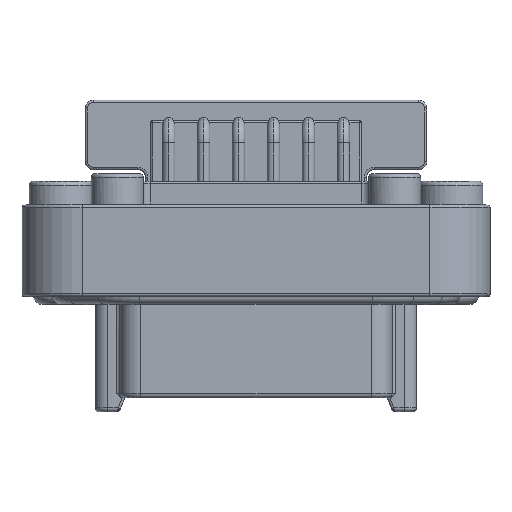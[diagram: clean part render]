
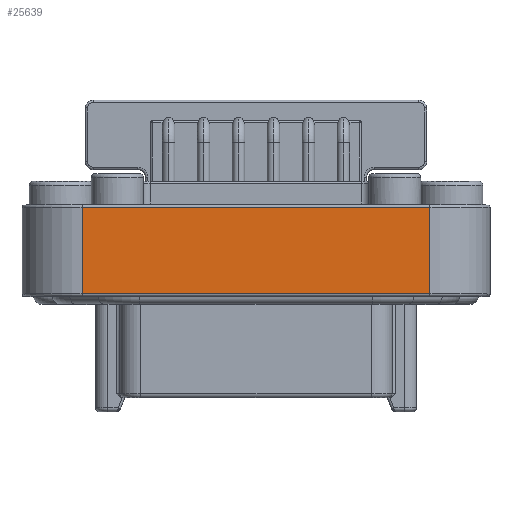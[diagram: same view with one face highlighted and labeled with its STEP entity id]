
A CAD part, top view. The second image highlights one B-rep face of the part: STEP entity #25639.
In plain terms, the highlighted planar face has unit normal (0, 0, 1).
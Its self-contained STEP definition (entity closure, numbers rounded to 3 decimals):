
#3906=DIRECTION('',(-1.,0.,0.));
#3907=VECTOR('',#3906,44.);
#3908=CARTESIAN_POINT('',(22.,30.55,17.625));
#3909=LINE('',#3908,#3907);
#4223=DIRECTION('',(0.,-1.,0.));
#4224=VECTOR('',#4223,10.96);
#4225=CARTESIAN_POINT('',(-22.,30.55,17.625));
#4226=LINE('',#4225,#4224);
#4231=DIRECTION('',(1.,0.,0.));
#4232=VECTOR('',#4231,44.);
#4233=CARTESIAN_POINT('',(-22.,19.59,17.625));
#4234=LINE('',#4233,#4232);
#4250=DIRECTION('',(0.,1.,0.));
#4251=VECTOR('',#4250,10.96);
#4252=CARTESIAN_POINT('',(22.,19.59,17.625));
#4253=LINE('',#4252,#4251);
#18982=CARTESIAN_POINT('',(-22.,30.55,17.625));
#18983=VERTEX_POINT('',#18982);
#18984=CARTESIAN_POINT('',(22.,30.55,17.625));
#18985=VERTEX_POINT('',#18984);
#20776=CARTESIAN_POINT('',(-22.,19.59,17.625));
#20777=VERTEX_POINT('',#20776);
#20778=CARTESIAN_POINT('',(22.,19.59,17.625));
#20779=VERTEX_POINT('',#20778);
#25626=CARTESIAN_POINT('',(-22.,19.29,17.625));
#25627=DIRECTION('',(0.,0.,1.));
#25628=DIRECTION('',(1.,0.,0.));
#25629=AXIS2_PLACEMENT_3D('',#25626,#25627,#25628);
#25630=PLANE('',#25629);
#25632=ORIENTED_EDGE('',*,*,#25631,.F.);
#25633=ORIENTED_EDGE('',*,*,#25621,.F.);
#25634=ORIENTED_EDGE('',*,*,#25268,.F.);
#25636=ORIENTED_EDGE('',*,*,#25635,.F.);
#25637=EDGE_LOOP('',(#25632,#25633,#25634,#25636));
#25638=FACE_OUTER_BOUND('',#25637,.F.);
#25639=ADVANCED_FACE('',(#25638),#25630,.T.);
#25268=EDGE_CURVE('',#18985,#18983,#3909,.T.);
#25621=EDGE_CURVE('',#18983,#20777,#4226,.T.);
#25631=EDGE_CURVE('',#20777,#20779,#4234,.T.);
#25635=EDGE_CURVE('',#20779,#18985,#4253,.T.);
